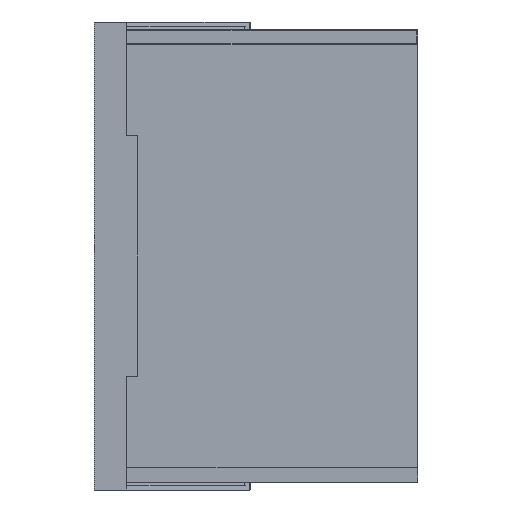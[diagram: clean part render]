
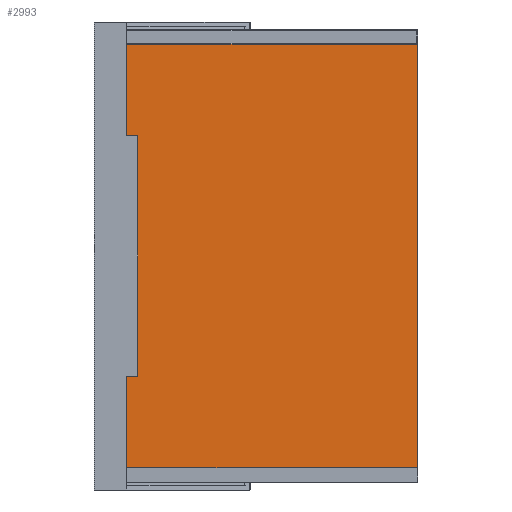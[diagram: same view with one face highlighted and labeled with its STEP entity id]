
A CAD part, left-side view. The second image highlights one B-rep face of the part: STEP entity #2993.
In plain terms, the highlighted planar face has unit normal (-1, 0, 0).
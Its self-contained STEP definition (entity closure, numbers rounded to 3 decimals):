
#116=PLANE('',#3307);
#279=FACE_OUTER_BOUND('',#463,.T.);
#463=EDGE_LOOP('',(#2397,#2398,#2399,#2400,#2401));
#699=LINE('',#5369,#967);
#707=LINE('',#5385,#975);
#708=LINE('',#5387,#976);
#709=LINE('',#5388,#977);
#967=VECTOR('',#3996,10.);
#975=VECTOR('',#4006,10.);
#976=VECTOR('',#4007,10.);
#977=VECTOR('',#4008,10.);
#1152=CIRCLE('',#3262,0.5);
#1363=VERTEX_POINT('',#5256);
#1364=VERTEX_POINT('',#5257);
#1398=VERTEX_POINT('',#5368);
#1405=VERTEX_POINT('',#5384);
#1406=VERTEX_POINT('',#5386);
#1704=EDGE_CURVE('',#1363,#1364,#1152,.T.);
#1761=EDGE_CURVE('',#1364,#1398,#699,.T.);
#1769=EDGE_CURVE('',#1363,#1405,#707,.T.);
#1770=EDGE_CURVE('',#1406,#1405,#708,.T.);
#1771=EDGE_CURVE('',#1406,#1398,#709,.T.);
#2397=ORIENTED_EDGE('',*,*,#1704,.F.);
#2398=ORIENTED_EDGE('',*,*,#1769,.T.);
#2399=ORIENTED_EDGE('',*,*,#1770,.F.);
#2400=ORIENTED_EDGE('',*,*,#1771,.T.);
#2401=ORIENTED_EDGE('',*,*,#1761,.F.);
#2993=ADVANCED_FACE('',(#279),#116,.F.);
#3262=AXIS2_PLACEMENT_3D('',#5258,#3874,#3875);
#3307=AXIS2_PLACEMENT_3D('',#5383,#4004,#4005);
#3874=DIRECTION('center_axis',(1.,0.,0.));
#3875=DIRECTION('ref_axis',(0.,-0.707,0.707));
#3996=DIRECTION('',(0.,0.,-1.));
#4004=DIRECTION('center_axis',(1.,0.,0.));
#4005=DIRECTION('ref_axis',(0.,1.,0.));
#4006=DIRECTION('',(0.,1.,0.));
#4007=DIRECTION('',(0.,0.,1.));
#4008=DIRECTION('',(0.,-1.,0.));
#5256=CARTESIAN_POINT('',(-167.5,-72.,95.));
#5257=CARTESIAN_POINT('',(-167.5,-72.5,94.5));
#5258=CARTESIAN_POINT('Origin',(-167.5,-72.,94.5));
#5368=CARTESIAN_POINT('',(-167.5,-72.5,-95.));
#5369=CARTESIAN_POINT('',(-167.5,-72.5,0.));
#5383=CARTESIAN_POINT('Origin',(-167.5,-72.5,-105.));
#5384=CARTESIAN_POINT('',(-167.5,58.,95.));
#5385=CARTESIAN_POINT('',(-167.5,-72.5,95.));
#5386=CARTESIAN_POINT('',(-167.5,58.,-95.));
#5387=CARTESIAN_POINT('',(-167.5,58.,-105.));
#5388=CARTESIAN_POINT('',(-167.5,-7.25,-95.));
